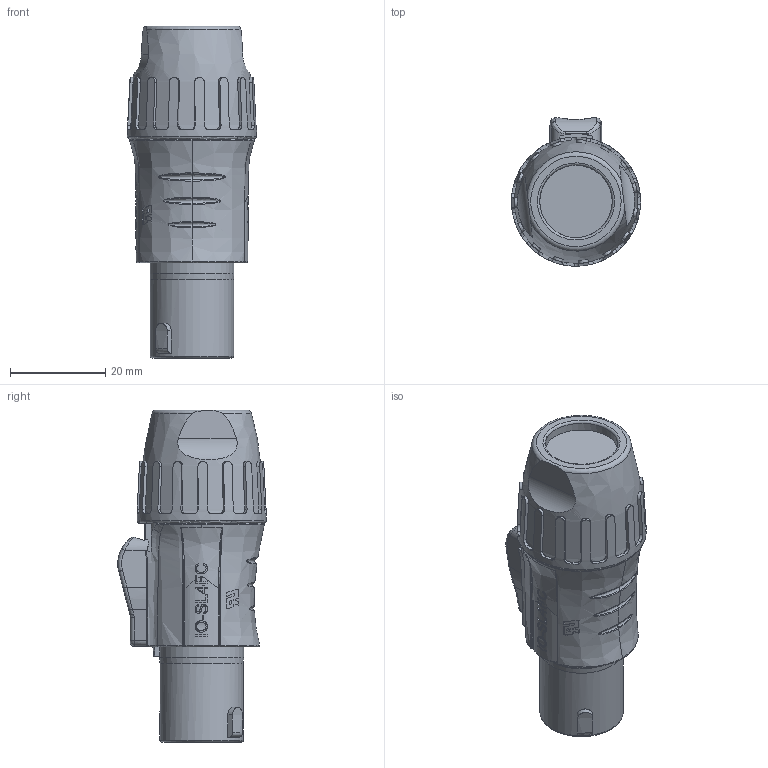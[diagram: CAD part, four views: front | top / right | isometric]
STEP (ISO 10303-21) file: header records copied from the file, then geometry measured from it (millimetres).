
FILE_DESCRIPTION(('FreeCAD Model'),'2;1');
FILE_NAME( 'IO-SL4FC 3D model.stp', '2019-11-06T08:50:28',('Author'),(''), 'Open CASCADE STEP processor 7.3','FreeCAD','Unknown');
FILE_SCHEMA(('AUTOMOTIVE_DESIGN { 1 0 10303 214 1 1 1 1 }'));
Products named in the file (1): IO-SL4FC
Bounding box: 27.1 x 31.16 x 69.7 mm (x, y, z)
Volume: 27755 mm3; surface area: 6707.3 mm2
Topology: 1 solids, 3 shells, 661 faces, 1835 edges, 1194 vertices
Faces by surface type: plane 422, cylinder 107, bspline 105, torus 18, extrusion 7, cone 2
Full cylindrical faces by diameter (mm): 15.2 x1, 17.5 x1, 17.65 x1
Entity records: 76107 total; most frequent: CARTESIAN_POINT 40726, DIRECTION 3981, ORIENTED_EDGE 3660, PCURVE 3660, DEFINITIONAL_REPRESENTATION 3660, B_SPLINE_CURVE_WITH_KNOTS 2727, VECTOR 2108, LINE 2101
